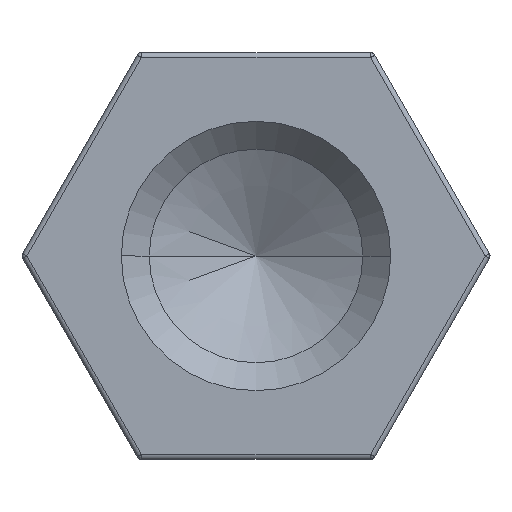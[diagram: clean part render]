
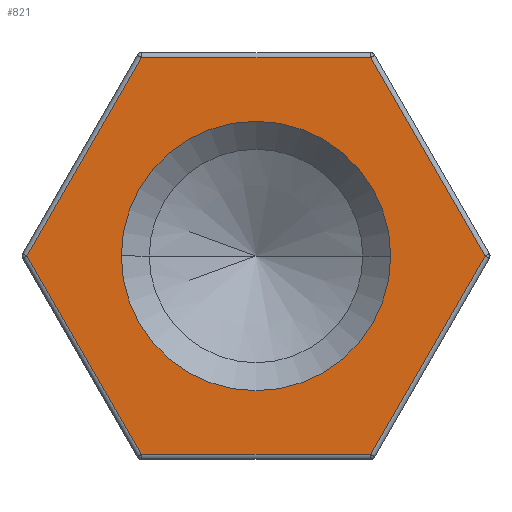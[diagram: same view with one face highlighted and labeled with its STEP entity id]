
A CAD part, left-side view. The second image highlights one B-rep face of the part: STEP entity #821.
In plain terms, the highlighted planar face has unit normal (-1, 0, 0).
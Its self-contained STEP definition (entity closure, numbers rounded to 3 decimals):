
#4 = DIRECTION ( 'NONE',  ( 0., -0.5, 0.866 ) ) ;
#12 = CARTESIAN_POINT ( 'NONE',  ( 0., 3.377, 1.95 ) ) ;
#14 = CARTESIAN_POINT ( 'NONE',  ( 0., -3.377, -1.95 ) ) ;
#38 = CARTESIAN_POINT ( 'NONE',  ( 0., 0., -3.9 ) ) ;
#54 = ORIENTED_EDGE ( 'NONE', *, *, #266, .T. ) ;
#81 = VERTEX_POINT ( 'NONE', #208 ) ;
#90 = AXIS2_PLACEMENT_3D ( 'NONE', #608, #523, #803 ) ;
#100 = DIRECTION ( 'NONE',  ( 0., 0.5, -0.866 ) ) ;
#102 = ORIENTED_EDGE ( 'NONE', *, *, #179, .T. ) ;
#135 = CARTESIAN_POINT ( 'NONE',  ( 0., -4.503, 0. ) ) ;
#179 = EDGE_CURVE ( 'NONE', #252, #852, #1216, .T. ) ;
#181 = EDGE_CURVE ( 'NONE', #1100, #476, #1420, .T. ) ;
#184 = EDGE_CURVE ( 'NONE', #852, #81, #1040, .T. ) ;
#208 = CARTESIAN_POINT ( 'NONE',  ( 0., 2.252, 3.9 ) ) ;
#210 = VERTEX_POINT ( 'NONE', #448 ) ;
#213 = ORIENTED_EDGE ( 'NONE', *, *, #259, .T. ) ;
#221 = DIRECTION ( 'NONE',  ( 0., -1., 0. ) ) ;
#252 = VERTEX_POINT ( 'NONE', #135 ) ;
#256 = CARTESIAN_POINT ( 'NONE',  ( 0., 4.503, 0. ) ) ;
#258 = EDGE_CURVE ( 'NONE', #1150, #210, #809, .T. ) ;
#259 = EDGE_CURVE ( 'NONE', #210, #252, #1005, .T. ) ;
#264 = EDGE_CURVE ( 'NONE', #81, #1032, #1227, .T. ) ;
#266 = EDGE_CURVE ( 'NONE', #1032, #1150, #507, .T. ) ;
#328 = EDGE_CURVE ( 'NONE', #476, #1100, #943, .T. ) ;
#448 = CARTESIAN_POINT ( 'NONE',  ( 0., -2.252, -3.9 ) ) ;
#451 = VECTOR ( 'NONE', #1079, 1000. ) ;
#473 = PLANE ( 'NONE',  #667 ) ;
#476 = VERTEX_POINT ( 'NONE', #953 ) ;
#495 = ORIENTED_EDGE ( 'NONE', *, *, #258, .T. ) ;
#497 = CARTESIAN_POINT ( 'NONE',  ( 0., 3.377, -1.95 ) ) ;
#507 = LINE ( 'NONE', #497, #451 ) ;
#513 = CARTESIAN_POINT ( 'NONE',  ( 0., 2.252, -3.9 ) ) ;
#523 = DIRECTION ( 'NONE',  ( 1., 0., 0. ) ) ;
#527 = ORIENTED_EDGE ( 'NONE', *, *, #328, .T. ) ;
#538 = VECTOR ( 'NONE', #614, 1000. ) ;
#560 = EDGE_LOOP ( 'NONE', ( #102, #1050, #756, #54, #495, #213 ) ) ;
#573 = ORIENTED_EDGE ( 'NONE', *, *, #181, .T. ) ;
#608 = CARTESIAN_POINT ( 'NONE',  ( 0., 0., 0. ) ) ;
#613 = DIRECTION ( 'NONE',  ( 0., 1., 0. ) ) ;
#614 = DIRECTION ( 'NONE',  ( 0., 1., 0. ) ) ;
#651 = AXIS2_PLACEMENT_3D ( 'NONE', #827, #1372, #916 ) ;
#659 = CARTESIAN_POINT ( 'NONE',  ( 0., -3.377, 1.95 ) ) ;
#667 = AXIS2_PLACEMENT_3D ( 'NONE', #701, #879, #613 ) ;
#701 = CARTESIAN_POINT ( 'NONE',  ( 0., 0., 0. ) ) ;
#756 = ORIENTED_EDGE ( 'NONE', *, *, #264, .T. ) ;
#783 = VECTOR ( 'NONE', #221, 1000. ) ;
#785 = CARTESIAN_POINT ( 'NONE',  ( 0., 0., 3.9 ) ) ;
#800 = DIRECTION ( 'NONE',  ( 0., 0.5, 0.866 ) ) ;
#803 = DIRECTION ( 'NONE',  ( 0., 1., 0. ) ) ;
#809 = LINE ( 'NONE', #38, #783 ) ;
#819 = FACE_OUTER_BOUND ( 'NONE', #560, .T. ) ;
#821 = ADVANCED_FACE ( 'NONE', ( #819, #849 ), #473, .F. ) ;
#827 = CARTESIAN_POINT ( 'NONE',  ( 0., 0., 0. ) ) ;
#849 = FACE_BOUND ( 'NONE', #1386, .T. ) ;
#852 = VERTEX_POINT ( 'NONE', #1267 ) ;
#879 = DIRECTION ( 'NONE',  ( 1., 0., 0. ) ) ;
#916 = DIRECTION ( 'NONE',  ( 0., 1., 0. ) ) ;
#943 = CIRCLE ( 'NONE', #651, 2.65 ) ;
#953 = CARTESIAN_POINT ( 'NONE',  ( 0., -2.65, 0. ) ) ;
#979 = VECTOR ( 'NONE', #100, 1000. ) ;
#1005 = LINE ( 'NONE', #14, #1383 ) ;
#1018 = VECTOR ( 'NONE', #800, 1000. ) ;
#1032 = VERTEX_POINT ( 'NONE', #256 ) ;
#1040 = LINE ( 'NONE', #785, #538 ) ;
#1050 = ORIENTED_EDGE ( 'NONE', *, *, #184, .T. ) ;
#1079 = DIRECTION ( 'NONE',  ( 0., -0.5, -0.866 ) ) ;
#1100 = VERTEX_POINT ( 'NONE', #1203 ) ;
#1150 = VERTEX_POINT ( 'NONE', #513 ) ;
#1203 = CARTESIAN_POINT ( 'NONE',  ( 0., 2.65, 0. ) ) ;
#1216 = LINE ( 'NONE', #659, #1018 ) ;
#1227 = LINE ( 'NONE', #12, #979 ) ;
#1267 = CARTESIAN_POINT ( 'NONE',  ( 0., -2.252, 3.9 ) ) ;
#1372 = DIRECTION ( 'NONE',  ( 1., 0., 0. ) ) ;
#1383 = VECTOR ( 'NONE', #4, 1000. ) ;
#1386 = EDGE_LOOP ( 'NONE', ( #573, #527 ) ) ;
#1420 = CIRCLE ( 'NONE', #90, 2.65 ) ;
